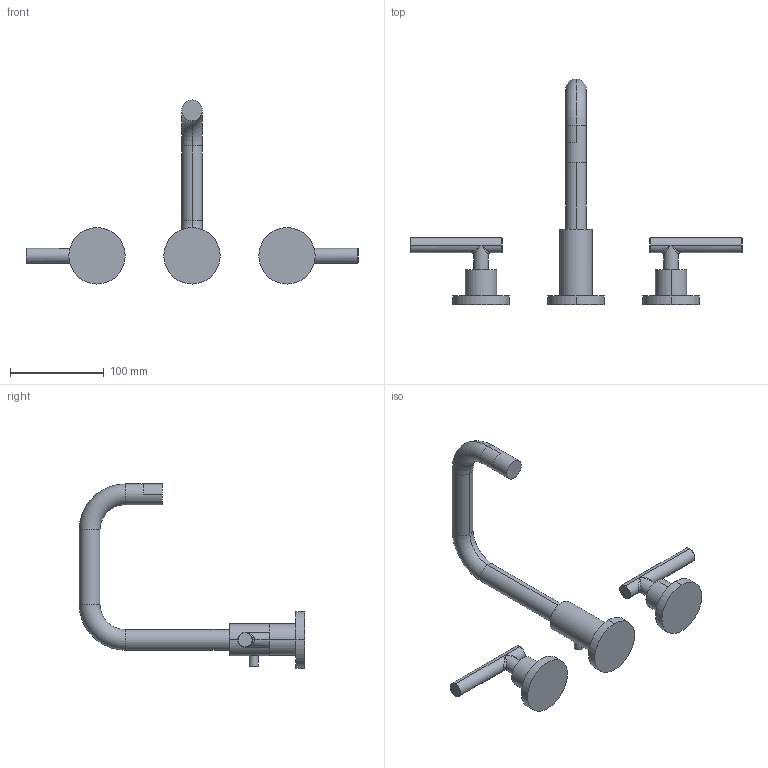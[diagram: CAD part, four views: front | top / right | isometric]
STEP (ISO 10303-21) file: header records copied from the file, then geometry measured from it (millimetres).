
FILE_DESCRIPTION((''),'2;1');
FILE_NAME('1400L','2020-11-26T14:13:49',('jinson.thomas'),(''),'CREO PARAMETRIC BY PTC INC, 2018400','CREO PARAMETRIC BY PTC INC, 2018400','');
FILE_SCHEMA(('CONFIG_CONTROL_DESIGN'));
Length unit declared in the file: inch
Products named in the file (1): 1400L
Bounding box: 355.04 x 241.22 x 196.85 mm (x, y, z)
Volume: 380850 mm3; surface area: 72647.6 mm2
Topology: 3 solids, 3 shells, 67 faces, 138 edges, 84 vertices
Faces by surface type: cylinder 30, plane 15, cone 8, bspline 8, torus 6
Entity records: 2618 total; most frequent: CARTESIAN_POINT 1173, DIRECTION 308, ORIENTED_EDGE 276, EDGE_CURVE 138, AXIS2_PLACEMENT_3D 133, VERTEX_POINT 84, EDGE_LOOP 74, CIRCLE 74
